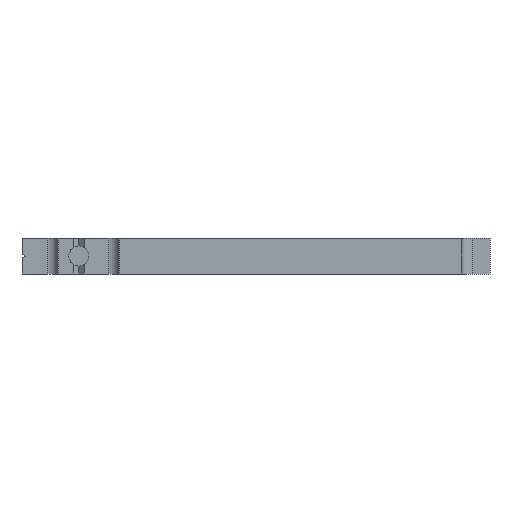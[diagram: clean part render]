
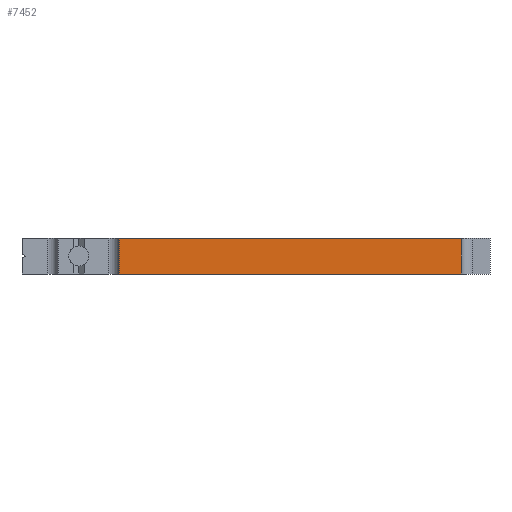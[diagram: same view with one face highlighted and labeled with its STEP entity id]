
A CAD part, front view. The second image highlights one B-rep face of the part: STEP entity #7452.
In plain terms, the highlighted planar face has unit normal (0, -1, 0).
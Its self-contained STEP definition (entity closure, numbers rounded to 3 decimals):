
#723=VECTOR('',#8811,1.);
#766=VECTOR('',#8933,1.);
#780=VECTOR('',#8989,1.);
#836=VECTOR('',#9139,1.);
#1453=LINE('',#11774,#723);
#1496=LINE('',#11927,#766);
#1510=LINE('',#11981,#780);
#1566=LINE('',#12131,#836);
#2101=PLANE('',#7863);
#2716=VERTEX_POINT('',#11773);
#2717=VERTEX_POINT('',#11775);
#2783=VERTEX_POINT('',#11926);
#2799=VERTEX_POINT('',#11980);
#3850=EDGE_CURVE('',#2717,#2716,#1453,.T.);
#3929=EDGE_CURVE('',#2716,#2783,#1496,.T.);
#3956=EDGE_CURVE('',#2799,#2783,#1510,.T.);
#4033=EDGE_CURVE('',#2799,#2717,#1566,.T.);
#5881=ORIENTED_EDGE('',*,*,#3929,.T.);
#5882=ORIENTED_EDGE('',*,*,#3956,.F.);
#5883=ORIENTED_EDGE('',*,*,#4033,.T.);
#5884=ORIENTED_EDGE('',*,*,#3850,.T.);
#6638=EDGE_LOOP('',(#5881,#5882,#5883,#5884));
#7052=FACE_BOUND('',#6638,.T.);
#7452=ADVANCED_FACE('',(#7052),#2101,.T.);
#7863=AXIS2_PLACEMENT_3D('',#12130,#9138,$);
#8811=DIRECTION('',(0.,0.,1.));
#8933=DIRECTION('',(-1.,0.,0.));
#8989=DIRECTION('',(0.,0.,1.));
#9138=DIRECTION('',(0.,-1.,0.));
#9139=DIRECTION('',(1.,0.,0.));
#11773=CARTESIAN_POINT('',(26.,-40.,5.));
#11774=CARTESIAN_POINT('',(26.,-40.,0.));
#11775=CARTESIAN_POINT('',(26.,-40.,0.));
#11926=CARTESIAN_POINT('',(-21.5,-40.,5.));
#11927=CARTESIAN_POINT('',(-21.5,-40.,5.));
#11980=CARTESIAN_POINT('',(-21.5,-40.,0.));
#11981=CARTESIAN_POINT('',(-21.5,-40.,0.));
#12130=CARTESIAN_POINT('',(2.25,-40.,0.));
#12131=CARTESIAN_POINT('',(-21.5,-40.,0.));
